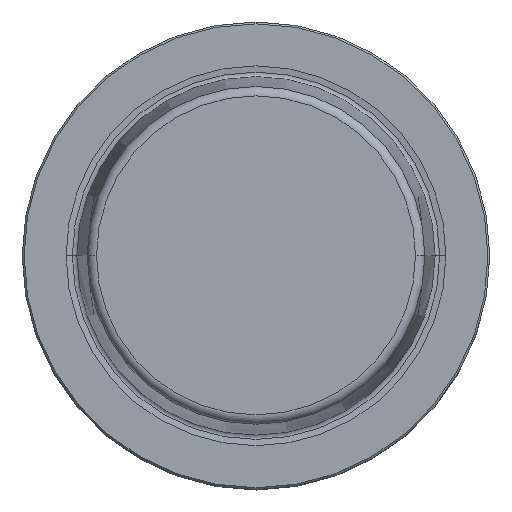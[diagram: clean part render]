
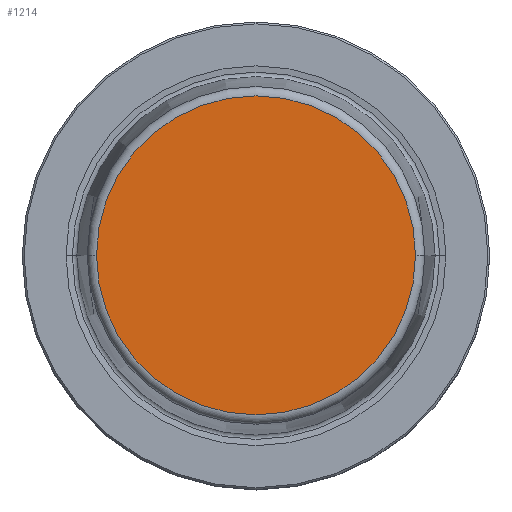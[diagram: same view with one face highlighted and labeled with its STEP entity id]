
A CAD part, top view. The second image highlights one B-rep face of the part: STEP entity #1214.
In plain terms, the highlighted planar face has unit normal (0, 0, 1).
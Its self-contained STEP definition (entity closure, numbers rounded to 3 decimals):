
#329=CARTESIAN_POINT('',(0.,0.,24.9));
#330=DIRECTION('',(0.,0.,1.));
#331=DIRECTION('',(1.,0.,0.));
#332=AXIS2_PLACEMENT_3D('',#329,#330,#331);
#337=CARTESIAN_POINT('',(0.,0.,24.9));
#338=DIRECTION('',(0.,0.,-1.));
#339=DIRECTION('',(1.,0.,0.));
#340=AXIS2_PLACEMENT_3D('',#337,#338,#339);
#815=CARTESIAN_POINT('',(17.056,0.,24.9));
#816=VERTEX_POINT('',#815);
#831=CARTESIAN_POINT('',(-17.056,0.,24.9));
#832=VERTEX_POINT('',#831);
#1205=CARTESIAN_POINT('',(0.,0.,24.9));
#1206=DIRECTION('',(0.,0.,-1.));
#1207=DIRECTION('',(-1.,0.,0.));
#1208=AXIS2_PLACEMENT_3D('',#1205,#1206,#1207);
#1209=PLANE('',#1208);
#1210=ORIENTED_EDGE('',*,*,#1198,.F.);
#1211=ORIENTED_EDGE('',*,*,#1187,.T.);
#1212=EDGE_LOOP('',(#1210,#1211));
#1213=FACE_OUTER_BOUND('',#1212,.F.);
#333=CIRCLE('',#332,17.056);
#341=CIRCLE('',#340,17.056);
#1187=EDGE_CURVE('',#816,#832,#341,.T.);
#1198=EDGE_CURVE('',#816,#832,#333,.T.);
#1214=ADVANCED_FACE('',(#1213),#1209,.F.);
